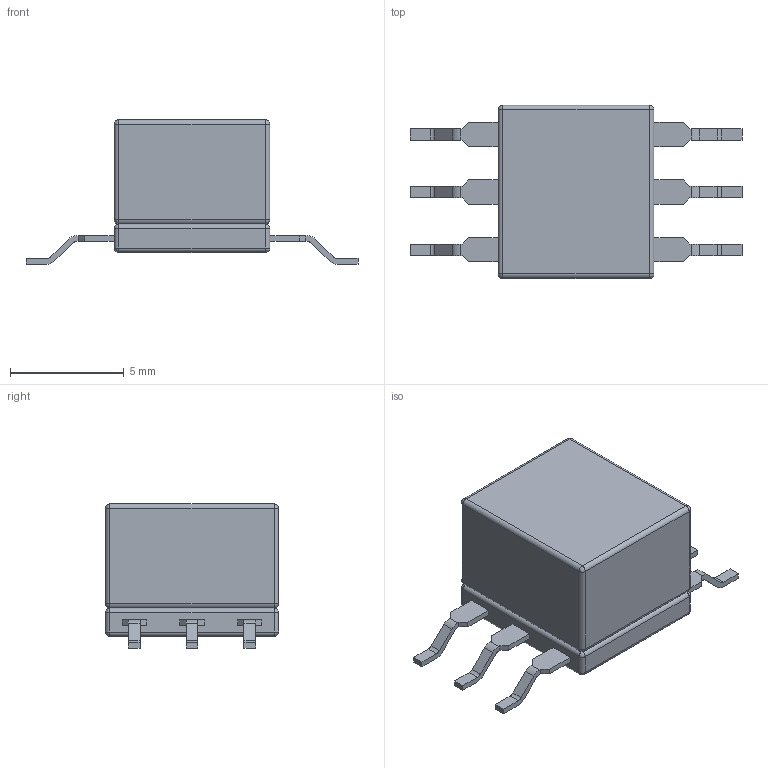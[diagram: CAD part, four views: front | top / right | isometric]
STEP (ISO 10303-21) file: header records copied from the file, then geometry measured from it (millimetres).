
FILE_DESCRIPTION (( 'STEP AP214' ), '1' );
FILE_NAME ('B83E03C9-F82C-4561-9CAB-831ACD4AD105.STEP', '2023-01-06T14:51:51', ( '' ), ( '' ), 'SwSTEP 2.0', 'SolidWorks 2022', '' );
FILE_SCHEMA (( 'AUTOMOTIVE_DESIGN' ));
Length unit declared in the file: millimetre
Products named in the file (1): B83E03C9-F82C-4561-9CAB-831ACD4AD105
Bounding box: 14.61 x 7.62 x 6.35 mm (x, y, z)
Volume: 308.6 mm3; surface area: 417.3 mm2
Topology: 8 solids, 8 shells, 160 faces, 400 edges, 240 vertices
Faces by surface type: plane 96, cylinder 48, bspline 16
Entity records: 4853 total; most frequent: CARTESIAN_POINT 1025, DIRECTION 770, ORIENTED_EDGE 768, EDGE_CURVE 384, LINE 288, VECTOR 288, AXIS2_PLACEMENT_3D 241, VERTEX_POINT 240
